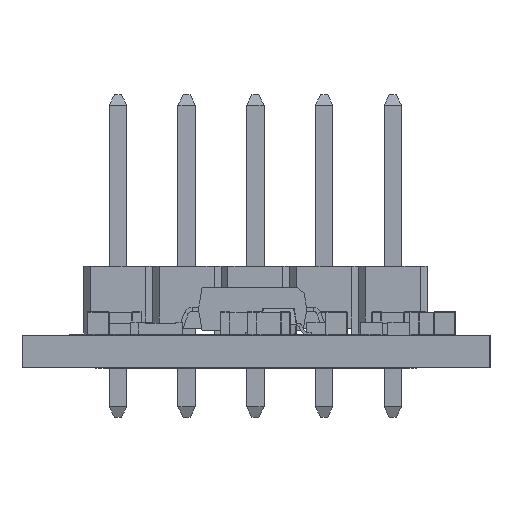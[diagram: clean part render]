
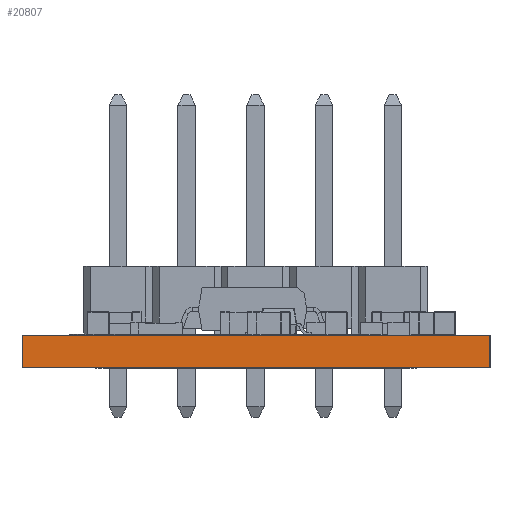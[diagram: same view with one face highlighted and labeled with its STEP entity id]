
A CAD part, left-side view. The second image highlights one B-rep face of the part: STEP entity #20807.
In plain terms, the highlighted planar face has unit normal (-1, 0, 0).
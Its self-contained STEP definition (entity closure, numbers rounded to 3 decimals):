
#2147=FACE_OUTER_BOUND('',#3288,.T.);
#3288=EDGE_LOOP('',(#18796,#18797,#18798,#18799));
#5745=LINE('',#37571,#8223);
#5777=LINE('',#38036,#8255);
#5778=LINE('',#38038,#8256);
#5779=LINE('',#38039,#8257);
#8223=VECTOR('',#27456,10.);
#8255=VECTOR('',#27642,10.);
#8256=VECTOR('',#27643,10.);
#8257=VECTOR('',#27644,10.);
#10070=VERTEX_POINT('',#37568);
#10071=VERTEX_POINT('',#37570);
#10123=VERTEX_POINT('',#38035);
#10124=VERTEX_POINT('',#38037);
#12943=EDGE_CURVE('',#10070,#10071,#5745,.T.);
#13021=EDGE_CURVE('',#10070,#10123,#5777,.T.);
#13022=EDGE_CURVE('',#10124,#10123,#5778,.T.);
#13023=EDGE_CURVE('',#10071,#10124,#5779,.T.);
#18796=ORIENTED_EDGE('',*,*,#12943,.F.);
#18797=ORIENTED_EDGE('',*,*,#13021,.T.);
#18798=ORIENTED_EDGE('',*,*,#13022,.F.);
#18799=ORIENTED_EDGE('',*,*,#13023,.F.);
#19707=PLANE('',#22310);
#20807=ADVANCED_FACE('',(#2147),#19707,.T.);
#22310=AXIS2_PLACEMENT_3D('',#38034,#27640,#27641);
#27456=DIRECTION('',(0.,1.,0.));
#27640=DIRECTION('center_axis',(-1.,0.,0.));
#27641=DIRECTION('ref_axis',(0.,-1.,0.));
#27642=DIRECTION('',(0.,0.,1.));
#27643=DIRECTION('',(0.,-1.,0.));
#27644=DIRECTION('',(0.,0.,1.));
#37568=CARTESIAN_POINT('',(-18.1,-8.65,0.));
#37570=CARTESIAN_POINT('',(-18.1,8.65,0.));
#37571=CARTESIAN_POINT('',(-18.1,-8.65,0.));
#38034=CARTESIAN_POINT('Origin',(-18.1,8.65,0.));
#38035=CARTESIAN_POINT('',(-18.1,-8.65,1.2));
#38036=CARTESIAN_POINT('',(-18.1,-8.65,0.));
#38037=CARTESIAN_POINT('',(-18.1,8.65,1.2));
#38038=CARTESIAN_POINT('',(-18.1,-8.65,1.2));
#38039=CARTESIAN_POINT('',(-18.1,8.65,0.));
